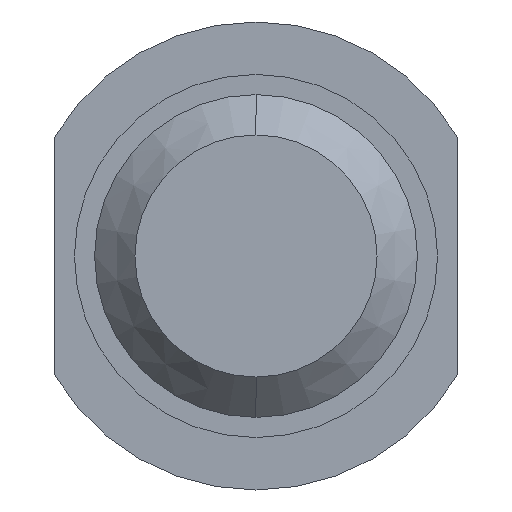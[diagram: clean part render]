
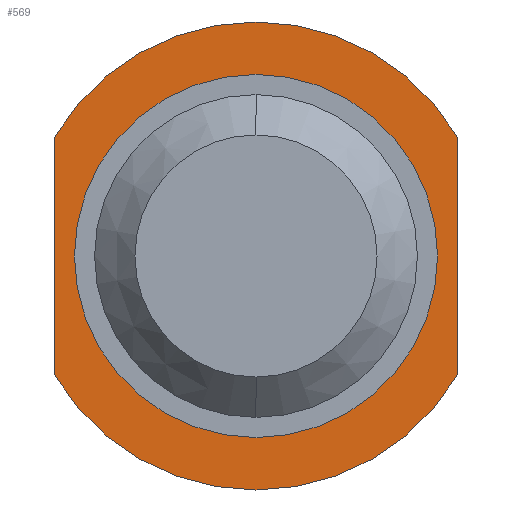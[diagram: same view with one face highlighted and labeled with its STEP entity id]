
A CAD part, front view. The second image highlights one B-rep face of the part: STEP entity #569.
In plain terms, the highlighted planar face has unit normal (0, -1, 0).
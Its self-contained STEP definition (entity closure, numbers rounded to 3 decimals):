
#3 = VERTEX_POINT ( 'NONE', #30 ) ;
#27 = VECTOR ( 'NONE', #420, 1000. ) ;
#30 = CARTESIAN_POINT ( 'NONE',  ( -2.5, 0., -1.47 ) ) ;
#35 = VECTOR ( 'NONE', #618, 1000. ) ;
#51 = ORIENTED_EDGE ( 'NONE', *, *, #596, .T. ) ;
#64 = DIRECTION ( 'NONE',  ( 0., 0., -1. ) ) ;
#75 = EDGE_CURVE ( 'NONE', #428, #206, #303, .T. ) ;
#93 = EDGE_LOOP ( 'NONE', ( #205, #582, #51, #258, #347 ) ) ;
#94 = VERTEX_POINT ( 'NONE', #199 ) ;
#109 = AXIS2_PLACEMENT_3D ( 'NONE', #356, #353, #64 ) ;
#115 = PLANE ( 'NONE',  #217 ) ;
#116 = CIRCLE ( 'NONE', #109, 2.9 ) ;
#123 = CARTESIAN_POINT ( 'NONE',  ( -2.5, 0., 0. ) ) ;
#161 = CIRCLE ( 'NONE', #377, 2.25 ) ;
#173 = CARTESIAN_POINT ( 'NONE',  ( 0., 0., -2.25 ) ) ;
#181 = AXIS2_PLACEMENT_3D ( 'NONE', #294, #248, #637 ) ;
#184 = CARTESIAN_POINT ( 'NONE',  ( 0., 0., 0. ) ) ;
#199 = CARTESIAN_POINT ( 'NONE',  ( 2.5, 0., 1.47 ) ) ;
#205 = ORIENTED_EDGE ( 'NONE', *, *, #628, .T. ) ;
#206 = VERTEX_POINT ( 'NONE', #540 ) ;
#213 = CIRCLE ( 'NONE', #259, 2.9 ) ;
#215 = CARTESIAN_POINT ( 'NONE',  ( 2.9, 0., 0. ) ) ;
#217 = AXIS2_PLACEMENT_3D ( 'NONE', #215, #620, #614 ) ;
#231 = VERTEX_POINT ( 'NONE', #304 ) ;
#247 = LINE ( 'NONE', #325, #27 ) ;
#248 = DIRECTION ( 'NONE',  ( 0., -1., 0. ) ) ;
#258 = ORIENTED_EDGE ( 'NONE', *, *, #643, .T. ) ;
#259 = AXIS2_PLACEMENT_3D ( 'NONE', #575, #626, #417 ) ;
#268 = AXIS2_PLACEMENT_3D ( 'NONE', #184, #476, #520 ) ;
#275 = CARTESIAN_POINT ( 'NONE',  ( 0., 0., 0. ) ) ;
#277 = FACE_OUTER_BOUND ( 'NONE', #93, .T. ) ;
#294 = CARTESIAN_POINT ( 'NONE',  ( 0., 0., 0. ) ) ;
#303 = CIRCLE ( 'NONE', #181, 2.25 ) ;
#304 = CARTESIAN_POINT ( 'NONE',  ( 0., 0., -2.9 ) ) ;
#325 = CARTESIAN_POINT ( 'NONE',  ( 2.5, 0., 0. ) ) ;
#330 = CIRCLE ( 'NONE', #268, 2.9 ) ;
#347 = ORIENTED_EDGE ( 'NONE', *, *, #462, .T. ) ;
#353 = DIRECTION ( 'NONE',  ( 0., -1., 0. ) ) ;
#356 = CARTESIAN_POINT ( 'NONE',  ( 0., 0., 0. ) ) ;
#360 = VERTEX_POINT ( 'NONE', #598 ) ;
#362 = DIRECTION ( 'NONE',  ( 0., 0., -1. ) ) ;
#377 = AXIS2_PLACEMENT_3D ( 'NONE', #275, #406, #362 ) ;
#387 = EDGE_CURVE ( 'NONE', #231, #360, #116, .T. ) ;
#388 = ORIENTED_EDGE ( 'NONE', *, *, #455, .F. ) ;
#406 = DIRECTION ( 'NONE',  ( 0., -1., 0. ) ) ;
#413 = LINE ( 'NONE', #123, #35 ) ;
#417 = DIRECTION ( 'NONE',  ( 0., 0., -1. ) ) ;
#418 = VERTEX_POINT ( 'NONE', #454 ) ;
#420 = DIRECTION ( 'NONE',  ( 0., 0., 1. ) ) ;
#428 = VERTEX_POINT ( 'NONE', #173 ) ;
#454 = CARTESIAN_POINT ( 'NONE',  ( -2.5, 0., 1.47 ) ) ;
#455 = EDGE_CURVE ( 'NONE', #206, #428, #161, .T. ) ;
#462 = EDGE_CURVE ( 'NONE', #418, #3, #413, .T. ) ;
#476 = DIRECTION ( 'NONE',  ( 0., -1., 0. ) ) ;
#520 = DIRECTION ( 'NONE',  ( 0., 0., -1. ) ) ;
#530 = FACE_BOUND ( 'NONE', #630, .T. ) ;
#540 = CARTESIAN_POINT ( 'NONE',  ( 0., 0., 2.25 ) ) ;
#569 = ADVANCED_FACE ( 'NONE', ( #530, #277 ), #115, .T. ) ;
#575 = CARTESIAN_POINT ( 'NONE',  ( 0., 0., 0. ) ) ;
#582 = ORIENTED_EDGE ( 'NONE', *, *, #387, .T. ) ;
#596 = EDGE_CURVE ( 'NONE', #360, #94, #247, .T. ) ;
#598 = CARTESIAN_POINT ( 'NONE',  ( 2.5, 0., -1.47 ) ) ;
#603 = ORIENTED_EDGE ( 'NONE', *, *, #75, .F. ) ;
#614 = DIRECTION ( 'NONE',  ( 0., 0., -1. ) ) ;
#618 = DIRECTION ( 'NONE',  ( 0., 0., -1. ) ) ;
#620 = DIRECTION ( 'NONE',  ( 0., -1., 0. ) ) ;
#626 = DIRECTION ( 'NONE',  ( 0., -1., 0. ) ) ;
#628 = EDGE_CURVE ( 'NONE', #3, #231, #330, .T. ) ;
#630 = EDGE_LOOP ( 'NONE', ( #603, #388 ) ) ;
#637 = DIRECTION ( 'NONE',  ( 0., 0., -1. ) ) ;
#643 = EDGE_CURVE ( 'NONE', #94, #418, #213, .T. ) ;
